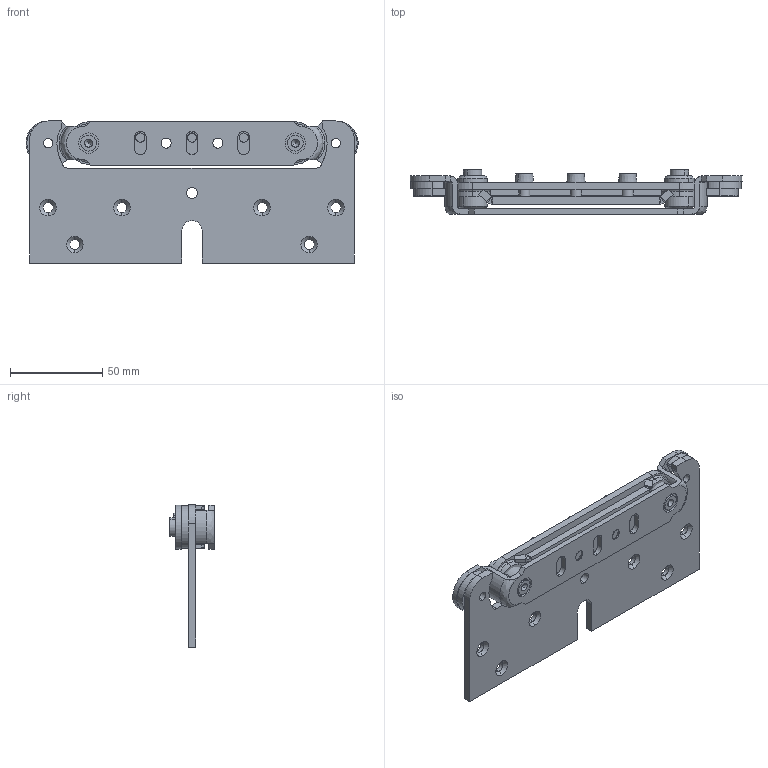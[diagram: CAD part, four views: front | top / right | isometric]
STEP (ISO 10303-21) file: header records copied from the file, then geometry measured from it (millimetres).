
FILE_DESCRIPTION (( 'STEP AP214' ), '1' );
FILE_NAME ('OBX-3102-3D_D042-30598.STEP', '2023-05-30T08:43:33', ( '' ), ( '' ), 'SwSTEP 2.0', 'SolidWorks 2020', '' );
FILE_SCHEMA (( 'AUTOMOTIVE_DESIGN' ));
Length unit declared in the file: millimetre
Products named in the file (11): D042-30579; D043-30794_Futterzarge; D042-28530_3mm-Mitte-Band; B01456; D043-30407; D043-28535; D047-28560_ISO 14580 - #6 x 12 x 10 - 4.8-C; D043-30578_t=4; OBX-3102-3D_D042-30598; D042-37313; D044-28536_verpr„gt
Assembly tree (14 placements, depth 4):
  OBX-3102-3D_D042-30598
    D042-37313
      D042-30579
        D043-30794_Futterzarge
        D043-30578_t=4  x2
      D042-28530_3mm-Mitte-Band
        D043-28535
        D043-30407
        D044-28536_verpr„gt  x2
        D047-28560_ISO 14580 - #6 x 12 x 10 - 4.8-C  x3
    B01456
Bounding box: 179.91 x 24.25 x 77 mm (x, y, z)
Volume: 78976.9 mm3; surface area: 51327.1 mm2
Topology: 11 solids, 11 shells, 471 faces, 1112 edges, 681 vertices
Faces by surface type: plane 188, cylinder 157, cone 64, torus 34, bspline 24, sphere 4
Entity records: 11847 total; most frequent: CARTESIAN_POINT 2753, DIRECTION 1867, ORIENTED_EDGE 1714, EDGE_CURVE 857, AXIS2_PLACEMENT_3D 757, VERTEX_POINT 539, EDGE_LOOP 430, CIRCLE 404
